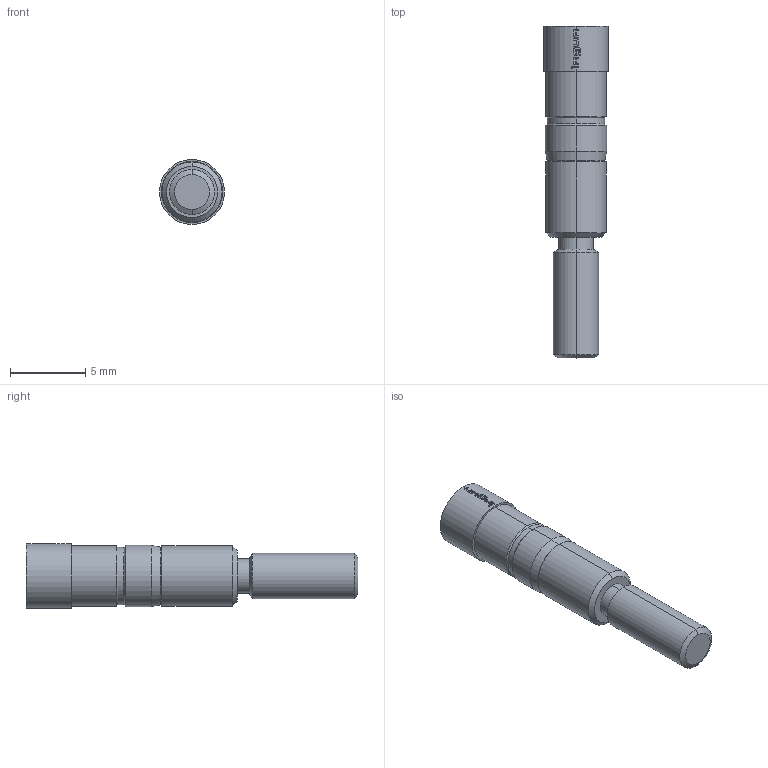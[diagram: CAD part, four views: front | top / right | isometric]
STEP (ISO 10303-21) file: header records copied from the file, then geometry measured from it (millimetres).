
FILE_DESCRIPTION (( 'STEP AP203' ), '1' );
FILE_NAME ('INGUN_KT-150_L3_E03_M3.STEP', '2022-04-26T08:53:10', ( 'ochi' ), ( '' ), 'SwSTEP 2.0', 'SolidWorks 2018', '' );
FILE_SCHEMA (( 'CONFIG_CONTROL_DESIGN' ));
Length unit declared in the file: millimetre
Products named in the file (1): INGUN_KT-150_L3_E03_M3
Bounding box: 4.3 x 22 x 4.3 mm (x, y, z)
Volume: 226.1 mm3; surface area: 292.5 mm2
Topology: 1 solids, 1 shells, 120 faces, 318 edges, 203 vertices
Faces by surface type: plane 45, cylinder 35, bspline 22, cone 18
Entity records: 4053 total; most frequent: CARTESIAN_POINT 1140, ORIENTED_EDGE 632, DIRECTION 546, EDGE_CURVE 316, AXIS2_PLACEMENT_3D 217, VERTEX_POINT 203, EDGE_LOOP 125, FACE_OUTER_BOUND 120
